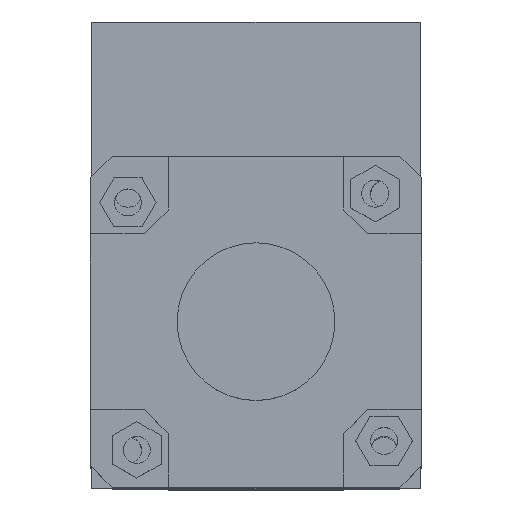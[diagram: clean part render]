
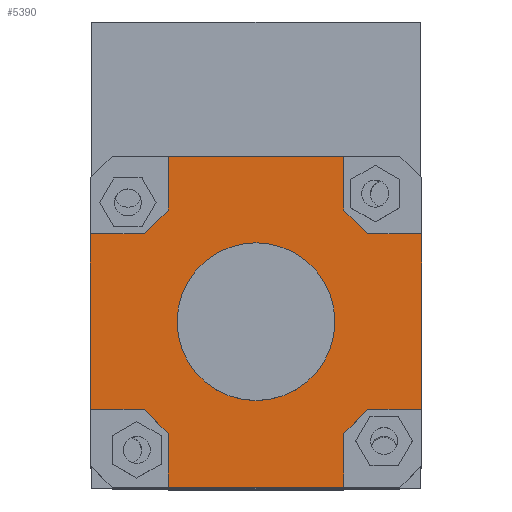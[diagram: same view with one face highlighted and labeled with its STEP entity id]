
A CAD part, top view. The second image highlights one B-rep face of the part: STEP entity #5390.
In plain terms, the highlighted planar face has unit normal (0, 0, 1).
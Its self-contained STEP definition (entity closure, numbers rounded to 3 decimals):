
#260=LINE('',#8029,#898);
#270=LINE('',#8049,#908);
#284=LINE('',#8083,#922);
#297=LINE('',#8111,#935);
#300=LINE('',#8117,#938);
#301=LINE('',#8119,#939);
#314=LINE('',#8153,#952);
#315=LINE('',#8156,#953);
#316=LINE('',#8158,#954);
#317=LINE('',#8159,#955);
#318=LINE('',#8161,#956);
#319=LINE('',#8163,#957);
#320=LINE('',#8164,#958);
#321=LINE('',#8166,#959);
#322=LINE('',#8168,#960);
#323=LINE('',#8169,#961);
#898=VECTOR('',#6479,1000.);
#908=VECTOR('',#6493,1000.);
#922=VECTOR('',#6523,1000.);
#935=VECTOR('',#6542,1000.);
#938=VECTOR('',#6547,1000.);
#939=VECTOR('',#6550,1000.);
#952=VECTOR('',#6591,1000.);
#953=VECTOR('',#6592,1000.);
#954=VECTOR('',#6593,1000.);
#955=VECTOR('',#6594,1000.);
#956=VECTOR('',#6595,1000.);
#957=VECTOR('',#6596,1000.);
#958=VECTOR('',#6597,1000.);
#959=VECTOR('',#6598,1000.);
#960=VECTOR('',#6599,1000.);
#961=VECTOR('',#6600,1000.);
#1876=ORIENTED_EDGE('',*,*,#3151,.T.);
#1877=ORIENTED_EDGE('',*,*,#3152,.T.);
#1878=ORIENTED_EDGE('',*,*,#3153,.T.);
#1879=ORIENTED_EDGE('',*,*,#3091,.F.);
#1880=ORIENTED_EDGE('',*,*,#3154,.T.);
#1881=ORIENTED_EDGE('',*,*,#3155,.T.);
#1882=ORIENTED_EDGE('',*,*,#3156,.T.);
#1883=ORIENTED_EDGE('',*,*,#3101,.F.);
#1884=ORIENTED_EDGE('',*,*,#3157,.T.);
#1885=ORIENTED_EDGE('',*,*,#3158,.T.);
#1886=ORIENTED_EDGE('',*,*,#3159,.T.);
#1887=ORIENTED_EDGE('',*,*,#3117,.F.);
#1888=ORIENTED_EDGE('',*,*,#3135,.T.);
#1889=ORIENTED_EDGE('',*,*,#3131,.T.);
#1890=ORIENTED_EDGE('',*,*,#3134,.T.);
#1891=ORIENTED_EDGE('',*,*,#3160,.F.);
#1892=ORIENTED_EDGE('',*,*,#3113,.T.);
#3091=EDGE_CURVE('',#3782,#3783,#260,.T.);
#3101=EDGE_CURVE('',#3790,#3791,#270,.T.);
#3113=EDGE_CURVE('',#3799,#3799,#4179,.T.);
#3117=EDGE_CURVE('',#3802,#3803,#284,.T.);
#3131=EDGE_CURVE('',#3815,#3814,#297,.T.);
#3134=EDGE_CURVE('',#3814,#3816,#300,.T.);
#3135=EDGE_CURVE('',#3802,#3815,#301,.T.);
#3151=EDGE_CURVE('',#3824,#3825,#314,.T.);
#3152=EDGE_CURVE('',#3825,#3826,#315,.T.);
#3153=EDGE_CURVE('',#3826,#3783,#316,.T.);
#3154=EDGE_CURVE('',#3782,#3827,#317,.T.);
#3155=EDGE_CURVE('',#3827,#3828,#318,.T.);
#3156=EDGE_CURVE('',#3828,#3791,#319,.T.);
#3157=EDGE_CURVE('',#3790,#3829,#320,.T.);
#3158=EDGE_CURVE('',#3829,#3830,#321,.T.);
#3159=EDGE_CURVE('',#3830,#3803,#322,.T.);
#3160=EDGE_CURVE('',#3824,#3816,#323,.T.);
#3782=VERTEX_POINT('',#8028);
#3783=VERTEX_POINT('',#8030);
#3790=VERTEX_POINT('',#8048);
#3791=VERTEX_POINT('',#8050);
#3799=VERTEX_POINT('',#8074);
#3802=VERTEX_POINT('',#8082);
#3803=VERTEX_POINT('',#8084);
#3814=VERTEX_POINT('',#8110);
#3815=VERTEX_POINT('',#8112);
#3816=VERTEX_POINT('',#8116);
#3824=VERTEX_POINT('',#8154);
#3825=VERTEX_POINT('',#8155);
#3826=VERTEX_POINT('',#8157);
#3827=VERTEX_POINT('',#8160);
#3828=VERTEX_POINT('',#8162);
#3829=VERTEX_POINT('',#8165);
#3830=VERTEX_POINT('',#8167);
#4179=CIRCLE('',#5747,27.4);
#4376=EDGE_LOOP('',(#1876,#1877,#1878,#1879,#1880,#1881,#1882,#1883,#1884,
#1885,#1886,#1887,#1888,#1889,#1890,#1891));
#4377=EDGE_LOOP('',(#1892));
#4764=FACE_BOUND('',#4376,.T.);
#4765=FACE_BOUND('',#4377,.T.);
#5113=PLANE('',#5768);
#5390=ADVANCED_FACE('',(#4764,#4765),#5113,.T.);
#5747=AXIS2_PLACEMENT_3D('',#8073,#6514,#6515);
#5768=AXIS2_PLACEMENT_3D('',#8152,#6589,#6590);
#6479=DIRECTION('',(-1.,0.,0.));
#6493=DIRECTION('',(0.,-1.,0.));
#6514=DIRECTION('',(0.,0.,-1.));
#6515=DIRECTION('',(-1.,0.,0.));
#6523=DIRECTION('',(1.,0.,0.));
#6542=DIRECTION('',(-0.707,-0.707,0.));
#6547=DIRECTION('',(-1.,0.,0.));
#6550=DIRECTION('',(0.,-1.,0.));
#6589=DIRECTION('',(0.,0.,1.));
#6590=DIRECTION('',(1.,0.,0.));
#6591=DIRECTION('',(1.,0.,0.));
#6592=DIRECTION('',(0.707,-0.707,0.));
#6593=DIRECTION('',(0.,-1.,0.));
#6594=DIRECTION('',(0.,1.,0.));
#6595=DIRECTION('',(0.707,0.707,0.));
#6596=DIRECTION('',(1.,0.,0.));
#6597=DIRECTION('',(-1.,0.,0.));
#6598=DIRECTION('',(-0.707,0.707,0.));
#6599=DIRECTION('',(0.,1.,0.));
#6600=DIRECTION('',(0.,1.,0.));
#8028=CARTESIAN_POINT('',(30.5,-81.,277.5));
#8029=CARTESIAN_POINT('',(-49.98,-81.,277.5));
#8030=CARTESIAN_POINT('',(-30.5,-81.,277.5));
#8048=CARTESIAN_POINT('',(57.5,7.,277.5));
#8049=CARTESIAN_POINT('',(57.5,-73.48,277.5));
#8050=CARTESIAN_POINT('',(57.5,-54.,277.5));
#8073=CARTESIAN_POINT('',(0.,-23.5,277.5));
#8074=CARTESIAN_POINT('',(-27.4,-23.5,277.5));
#8082=CARTESIAN_POINT('',(-30.5,34.,277.5));
#8083=CARTESIAN_POINT('',(49.98,34.,277.5));
#8084=CARTESIAN_POINT('',(30.5,34.,277.5));
#8110=CARTESIAN_POINT('',(-38.796,7.,277.5));
#8111=CARTESIAN_POINT('',(-36.722,9.074,277.5));
#8112=CARTESIAN_POINT('',(-30.5,15.296,277.5));
#8116=CARTESIAN_POINT('',(-57.5,7.,277.5));
#8117=CARTESIAN_POINT('',(-31.5,7.,277.5));
#8119=CARTESIAN_POINT('',(-30.5,-4.102,277.5));
#8152=CARTESIAN_POINT('',(0.,-23.5,277.5));
#8153=CARTESIAN_POINT('',(-19.398,-54.,277.5));
#8154=CARTESIAN_POINT('',(-57.5,-54.,277.5));
#8155=CARTESIAN_POINT('',(-38.796,-54.,277.5));
#8156=CARTESIAN_POINT('',(-32.574,-60.222,277.5));
#8157=CARTESIAN_POINT('',(-30.5,-62.296,277.5));
#8158=CARTESIAN_POINT('',(-30.5,-55.,277.5));
#8159=CARTESIAN_POINT('',(30.5,-42.898,277.5));
#8160=CARTESIAN_POINT('',(30.5,-62.296,277.5));
#8161=CARTESIAN_POINT('',(36.722,-56.074,277.5));
#8162=CARTESIAN_POINT('',(38.796,-54.,277.5));
#8163=CARTESIAN_POINT('',(31.5,-54.,277.5));
#8164=CARTESIAN_POINT('',(19.398,7.,277.5));
#8165=CARTESIAN_POINT('',(38.796,7.,277.5));
#8166=CARTESIAN_POINT('',(32.574,13.222,277.5));
#8167=CARTESIAN_POINT('',(30.5,15.296,277.5));
#8168=CARTESIAN_POINT('',(30.5,8.,277.5));
#8169=CARTESIAN_POINT('',(-57.5,26.48,277.5));
